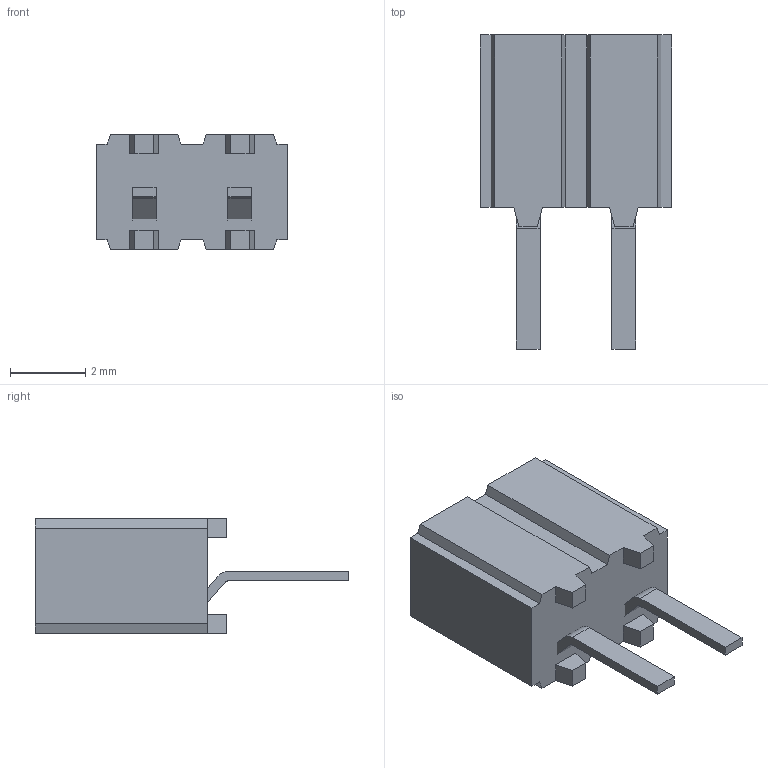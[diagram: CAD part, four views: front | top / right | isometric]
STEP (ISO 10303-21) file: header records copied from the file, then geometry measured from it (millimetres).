
FILE_DESCRIPTION( ( 'STEP AP214' ), '1' );
FILE_NAME( 'CES-102-01-T-S.stp', '2022-06-14T16:27:28', ( 'License CC BY-ND 4.0' ), ( 'CADENAS' ), ' ', 'PARTsolutions', ' ' );
FILE_SCHEMA( ( 'AUTOMOTIVE_DESIGN { 1 0 10303 214 1 1 1 1 }' ) );
Length unit declared in the file: inch
Products named in the file (3): CES-102-01-T-S; _CES-102-01-S_socket; _010201S
Assembly tree (2 placements, depth 2):
  CES-102-01-T-S
    _CES-102-01-S_socket
    _010201S
Bounding box: 5.08 x 8.33 x 3.05 mm (x, y, z)
Volume: 99.3 mm3; surface area: 238.8 mm2
Topology: 2 solids, 2 shells, 82 faces, 216 edges, 144 vertices
Faces by surface type: plane 78, cylinder 4
Entity records: 3198 total; most frequent: CARTESIAN_POINT 445, ORIENTED_EDGE 432, DIRECTION 394, EDGE_CURVE 216, LINE 208, VECTOR 208, VERTEX_POINT 144, AXIS2_PLACEMENT_3D 93
